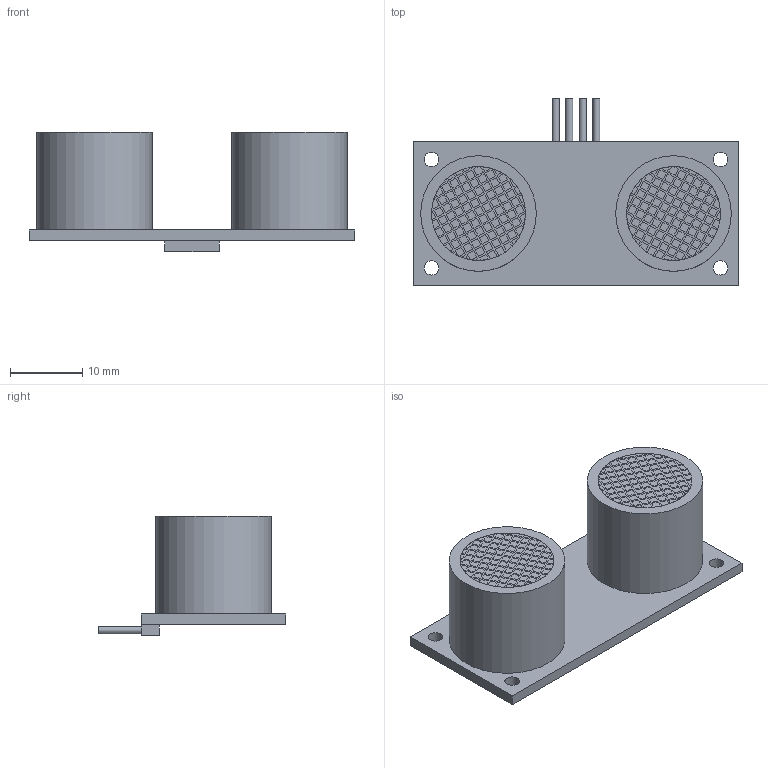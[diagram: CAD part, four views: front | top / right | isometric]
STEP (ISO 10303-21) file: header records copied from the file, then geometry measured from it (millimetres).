
FILE_DESCRIPTION(/* description */ (''),/* implementation_level */ '2;1');
FILE_NAME(/* name */ 'dd9e7fb5-f55b-4626-9dc4-373fd45b40a8.stp',/* time_stamp */ '2015-08-23T21:48:54+10:00',/* author */ (''),/* organization */ (''),/* preprocessor_version */ 'ST-DEVELOPER v16.1',/* originating_system */ 'Autodesk Translation Framework v4.1.0.1560',/* authorisation */ '');
FILE_SCHEMA (('AUTOMOTIVE_DESIGN { 1 0 10303 214 3 1 1 }'));
Length unit declared in the file: centimetre
Products named in the file (1): HC-SR04 v5
Bounding box: 45 x 26 x 16.5 mm (x, y, z)
Volume: 3988.1 mm3; surface area: 6312.5 mm2
Topology: 214 solids, 214 shells, 2078 faces, 4934 edges, 3290 vertices
Faces by surface type: plane 1922, cylinder 154, bspline 2
Full cylindrical faces by diameter (mm): 1 x4, 2 x4, 9 x2, 13 x2, 16 x2
Entity records: 59295 total; most frequent: CARTESIAN_POINT 10345, ORIENTED_EDGE 9840, DIRECTION 9386, EDGE_CURVE 4920, LINE 4604, VECTOR 4604, VERTEX_POINT 3290, AXIS2_PLACEMENT_3D 2391
